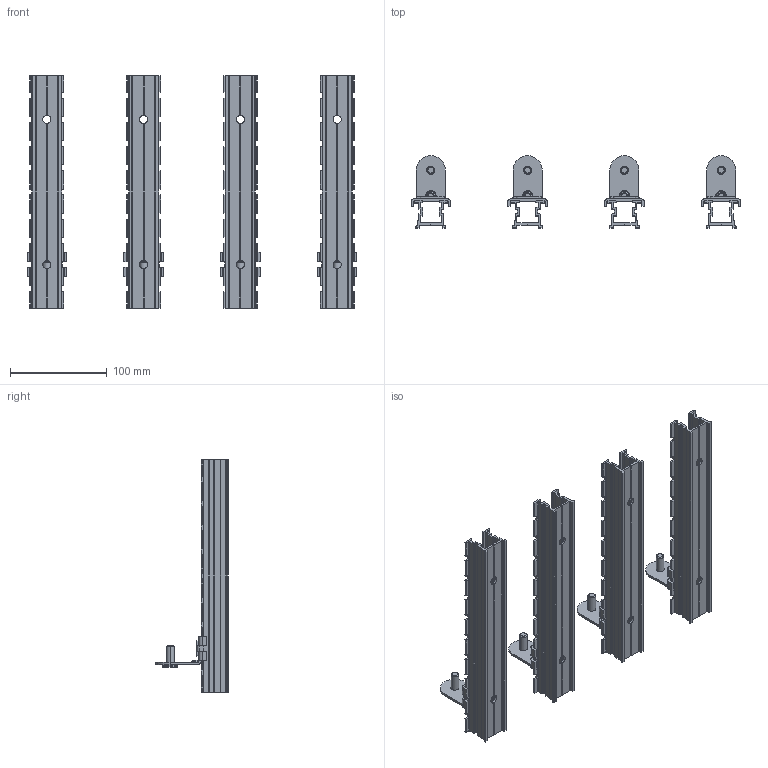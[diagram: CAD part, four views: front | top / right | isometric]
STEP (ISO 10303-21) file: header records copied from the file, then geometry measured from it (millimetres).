
FILE_DESCRIPTION(('STEP AP242'),'1');
FILE_NAME('nsydpla3.stp','2021-09-28T10:39:12',('TraceParts'),('TraceParts S.A.'),'Spatial InterOp 3D',' ',' ');
FILE_SCHEMA(('AP242_MANAGED_MODEL_BASED_3D_ENGINEERING_MIM_LF {1 0 10303 442 1 1 4}'));
Length unit declared in the file: millimetre
Products named in the file (1): nsydpla3_1
Bounding box: 341 x 75 x 240 mm (x, y, z)
Volume: 237530.6 mm3; surface area: 229911.7 mm2
Topology: 16 solids, 16 shells, 1464 faces, 3932 edges, 2496 vertices
Faces by surface type: plane 824, cylinder 528, bspline 72, torus 24, sphere 8, cone 8
Entity records: 48767 total; most frequent: CARTESIAN_POINT 11728, ORIENTED_EDGE 7864, DIRECTION 7704, EDGE_CURVE 3932, LINE 2648, VECTOR 2648, AXIS2_PLACEMENT_3D 2528, VERTEX_POINT 2496
